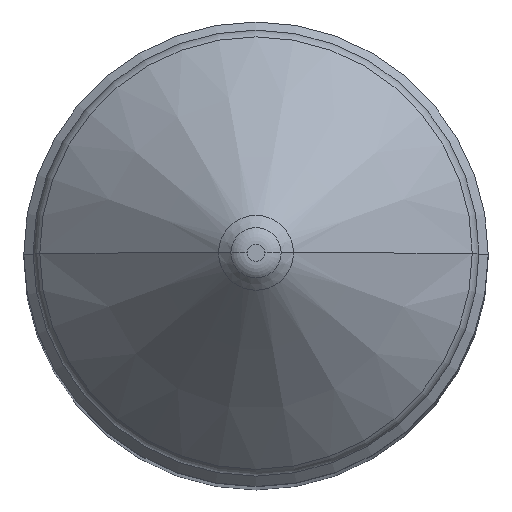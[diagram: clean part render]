
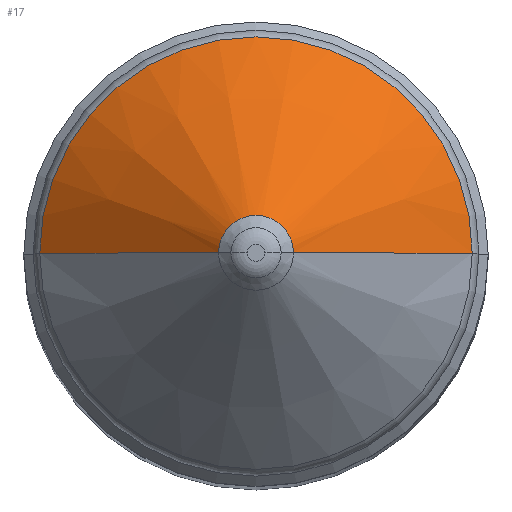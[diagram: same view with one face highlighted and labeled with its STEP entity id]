
A CAD part, top view. The second image highlights one B-rep face of the part: STEP entity #17.
In plain terms, the highlighted conical face has half-angle 45 degrees and reference radius 1.29 mm.
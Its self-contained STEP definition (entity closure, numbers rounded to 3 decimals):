
#3 = EDGE_LOOP ( 'NONE', ( #25, #179, #27, #56 ) ) ;
#7 = EDGE_CURVE ( 'NONE', #177, #178, #356, .T. ) ;
#15 = EDGE_CURVE ( 'NONE', #109, #226, #254, .T. ) ;
#17 = ADVANCED_FACE ( 'NONE', ( #357 ), #496, .T. ) ;
#25 = ORIENTED_EDGE ( 'NONE', *, *, #15, .T. ) ;
#27 = ORIENTED_EDGE ( 'NONE', *, *, #7, .F. ) ;
#34 = EDGE_CURVE ( 'NONE', #226, #178, #467, .T. ) ;
#47 = EDGE_CURVE ( 'NONE', #109, #177, #512, .T. ) ;
#56 = ORIENTED_EDGE ( 'NONE', *, *, #47, .F. ) ;
#109 = VERTEX_POINT ( 'NONE', #716 ) ;
#177 = VERTEX_POINT ( 'NONE', #718 ) ;
#178 = VERTEX_POINT ( 'NONE', #764 ) ;
#179 = ORIENTED_EDGE ( 'NONE', *, *, #34, .T. ) ;
#226 = VERTEX_POINT ( 'NONE', #905 ) ;
#253 = CARTESIAN_POINT ( 'NONE',  ( 0., 0., 98.2 ) ) ;
#254 = CIRCLE ( 'NONE', #366, 1.29 ) ;
#296 = DIRECTION ( 'NONE',  ( -1., 0., 0. ) ) ;
#297 = DIRECTION ( 'NONE',  ( 0., 0., -1. ) ) ;
#356 = CIRCLE ( 'NONE', #371, 7.449 ) ;
#357 = FACE_OUTER_BOUND ( 'NONE', #3, .T. ) ;
#366 = AXIS2_PLACEMENT_3D ( 'NONE', #253, #297, #296 ) ;
#368 = DIRECTION ( 'NONE',  ( -1., 0., 0. ) ) ;
#369 = DIRECTION ( 'NONE',  ( 0., 0., -1. ) ) ;
#370 = CARTESIAN_POINT ( 'NONE',  ( 0., 0., 92.041 ) ) ;
#371 = AXIS2_PLACEMENT_3D ( 'NONE', #370, #369, #368 ) ;
#394 = DIRECTION ( 'NONE',  ( 0., 0., -1. ) ) ;
#464 = DIRECTION ( 'NONE',  ( 0.707, 0., -0.707 ) ) ;
#465 = VECTOR ( 'NONE', #464, 1000. ) ;
#466 = CARTESIAN_POINT ( 'NONE',  ( 1.29, 0., 98.2 ) ) ;
#467 = LINE ( 'NONE', #466, #465 ) ;
#468 = DIRECTION ( 'NONE',  ( -1., 0., 0. ) ) ;
#473 = CARTESIAN_POINT ( 'NONE',  ( 0., 0., 98.2 ) ) ;
#496 = CONICAL_SURFACE ( 'NONE', #500, 1.29, 0.785 ) ;
#500 = AXIS2_PLACEMENT_3D ( 'NONE', #473, #394, #468 ) ;
#509 = DIRECTION ( 'NONE',  ( -0.707, 0., -0.707 ) ) ;
#510 = VECTOR ( 'NONE', #509, 1000. ) ;
#511 = CARTESIAN_POINT ( 'NONE',  ( -1.29, 0., 98.2 ) ) ;
#512 = LINE ( 'NONE', #511, #510 ) ;
#716 = CARTESIAN_POINT ( 'NONE',  ( -1.29, 0., 98.2 ) ) ;
#718 = CARTESIAN_POINT ( 'NONE',  ( -7.449, 0., 92.041 ) ) ;
#764 = CARTESIAN_POINT ( 'NONE',  ( 7.449, 0., 92.041 ) ) ;
#905 = CARTESIAN_POINT ( 'NONE',  ( 1.29, 0., 98.2 ) ) ;
